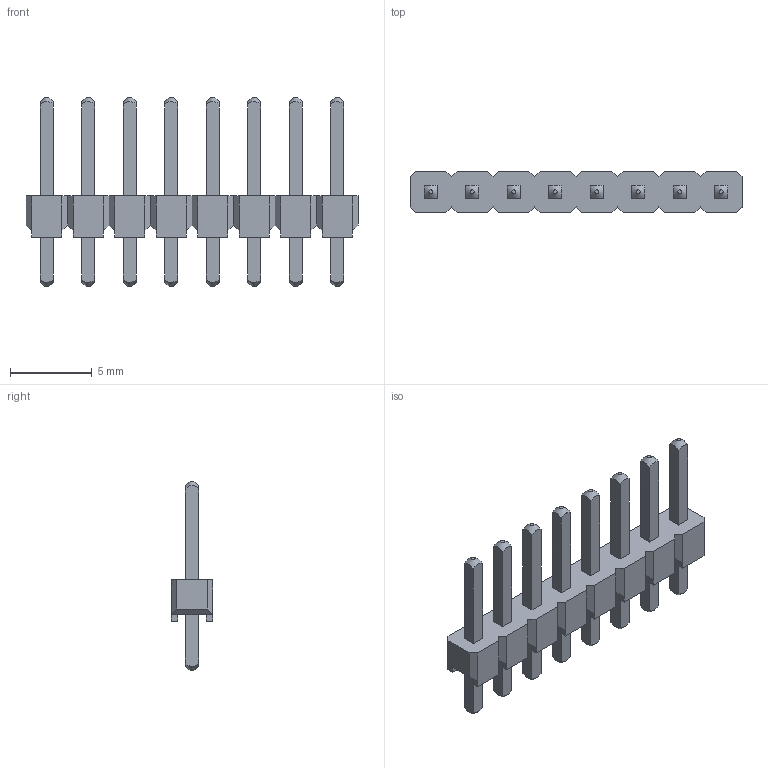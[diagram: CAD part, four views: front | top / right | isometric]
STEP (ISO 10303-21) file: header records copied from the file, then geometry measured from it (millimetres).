
FILE_DESCRIPTION(/* description */ (''),/* implementation_level */ '2;1');
FILE_NAME(/* name */ 'pin 8-2.54',/* time_stamp */ '2017-09-27T14:48:28+02:00',/* author */ ('Henrik Rosvall'),/* organization */ ('Elkapsling Ab'),/* preprocessor_version */ 'ST-DEVELOPER v16.7',/* originating_system */ 'DEX',/* authorisation */ $);
FILE_SCHEMA (('AUTOMOTIVE_DESIGN {1 0 10303 214 3 1 1}'));
Length unit declared in the file: millimetre
Products named in the file (1): pin 8-2.54
Bounding box: 20.32 x 2.54 x 11.54 mm (x, y, z)
Volume: 155.4 mm3; surface area: 462.5 mm2
Topology: 1 solids, 1 shells, 235 faces, 573 edges, 356 vertices
Faces by surface type: plane 219, cone 16
Entity records: 8232 total; most frequent: CARTESIAN_POINT 1373, ORIENTED_EDGE 1082, DIRECTION 965, EDGE_CURVE 541, LINE 461, VECTOR 461, VERTEX_POINT 340, EDGE_LOOP 267
